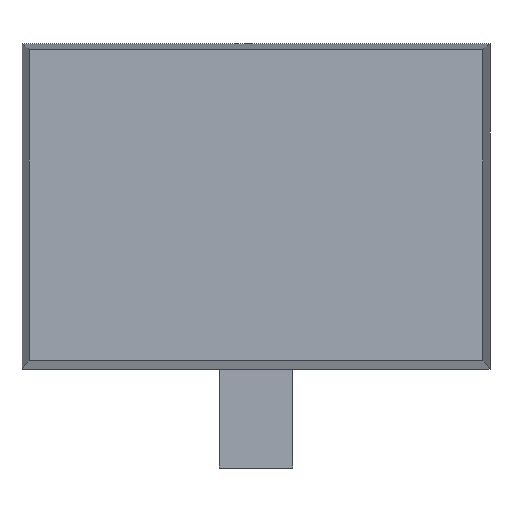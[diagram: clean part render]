
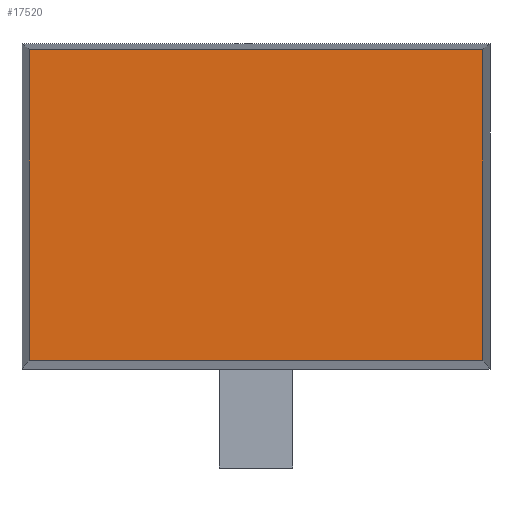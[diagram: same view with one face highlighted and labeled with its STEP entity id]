
A CAD part, top view. The second image highlights one B-rep face of the part: STEP entity #17520.
In plain terms, the highlighted face is planar.
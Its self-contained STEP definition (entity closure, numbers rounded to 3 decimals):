
#60=CARTESIAN_POINT('',(-112.486,3.699,
162.566));
#70=DIRECTION('',(0.,0.,-1.));
#80=VECTOR('',#70,1.);
#90=LINE('',#60,#80);
#100=CARTESIAN_POINT('',(-112.486,3.699,
171.2));
#110=VERTEX_POINT('',#100);
#120=CARTESIAN_POINT('',(-112.486,3.699,
158.8));
#130=VERTEX_POINT('',#120);
#140=EDGE_CURVE('',#110,#130,#90,.T.);
#720=CARTESIAN_POINT('',(-120.986,3.699,
171.2));
#730=VERTEX_POINT('',#720);
#760=CARTESIAN_POINT('',(-120.986,3.699,
162.565));
#770=DIRECTION('',(0.,0.,-1.));
#780=VECTOR('',#770,1.);
#790=LINE('',#760,#780);
#800=CARTESIAN_POINT('',(-120.986,3.699,
158.8));
#810=VERTEX_POINT('',#800);
#820=EDGE_CURVE('',#730,#810,#790,.T.);
#17240=CARTESIAN_POINT('',(-116.12,3.699,
171.2));
#17250=DIRECTION('',(1.,0.,0.));
#17260=VECTOR('',#17250,1.);
#17270=LINE('',#17240,#17260);
#17280=EDGE_CURVE('',#730,#110,#17270,.T.);
#17360=CARTESIAN_POINT('',(-121.011,3.699,
165.));
#17370=DIRECTION('',(0.,1.,0.));
#17380=DIRECTION('',(0.,0.,-1.));
#17390=AXIS2_PLACEMENT_3D('',#17360,#17370,#17380);
#17400=PLANE('',#17390);
#17410=CARTESIAN_POINT('',(-116.12,3.699,
158.8));
#17420=DIRECTION('',(-1.,0.,0.));
#17430=VECTOR('',#17420,1.);
#17440=LINE('',#17410,#17430);
#17450=EDGE_CURVE('',#130,#810,#17440,.T.);
#17460=ORIENTED_EDGE('',*,*,#17450,.F.);
#17470=ORIENTED_EDGE('',*,*,#820,.T.);
#17480=ORIENTED_EDGE('',*,*,#17280,.F.);
#17490=ORIENTED_EDGE('',*,*,#140,.F.);
#17500=EDGE_LOOP('',(#17490,#17480,#17470,#17460));
#17510=FACE_OUTER_BOUND('',#17500,.T.);
#17520=ADVANCED_FACE('',(#17510),#17400,.F.);
